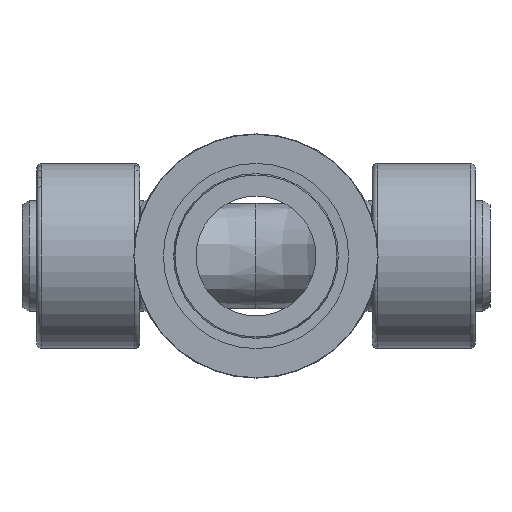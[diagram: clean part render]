
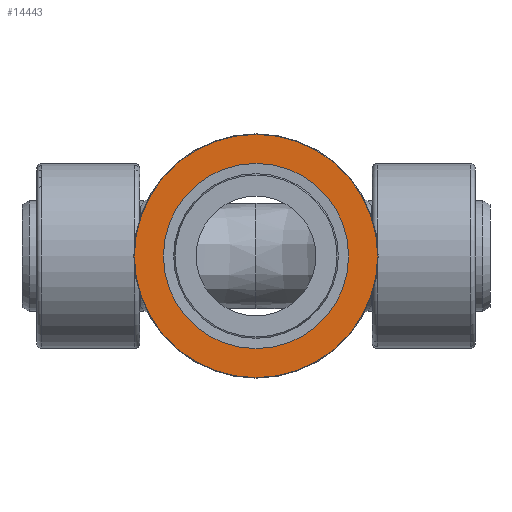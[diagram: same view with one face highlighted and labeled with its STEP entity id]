
A CAD part, front view. The second image highlights one B-rep face of the part: STEP entity #14443.
In plain terms, the highlighted face is planar.
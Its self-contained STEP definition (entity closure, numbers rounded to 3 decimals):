
#3602=PLANE('',#15470);
#3981=FACE_BOUND('',#5315,.T.);
#4437=FACE_OUTER_BOUND('',#5314,.T.);
#5314=EDGE_LOOP('',(#11764));
#5315=EDGE_LOOP('',(#11765));
#5988=CIRCLE('',#15468,47.3);
#5989=CIRCLE('',#15471,36.);
#6743=VERTEX_POINT('',#25585);
#6744=VERTEX_POINT('',#25589);
#8543=EDGE_CURVE('',#6743,#6743,#5988,.T.);
#8544=EDGE_CURVE('',#6744,#6744,#5989,.T.);
#11764=ORIENTED_EDGE('',*,*,#8543,.F.);
#11765=ORIENTED_EDGE('',*,*,#8544,.T.);
#14443=ADVANCED_FACE('',(#4437,#3981),#3602,.F.);
#15468=AXIS2_PLACEMENT_3D('',#25586,#17294,#17295);
#15470=AXIS2_PLACEMENT_3D('',#25588,#17298,#17299);
#15471=AXIS2_PLACEMENT_3D('',#25590,#17300,#17301);
#17294=DIRECTION('center_axis',(0.,0.,1.));
#17295=DIRECTION('ref_axis',(-1.,0.,0.));
#17298=DIRECTION('center_axis',(0.,0.,1.));
#17299=DIRECTION('ref_axis',(1.,0.,0.));
#17300=DIRECTION('center_axis',(0.,0.,1.));
#17301=DIRECTION('ref_axis',(0.,-1.,0.));
#25585=CARTESIAN_POINT('',(47.3,0.,0.));
#25586=CARTESIAN_POINT('Origin',(0.,0.,0.));
#25588=CARTESIAN_POINT('Origin',(0.,0.,0.));
#25589=CARTESIAN_POINT('',(0.,-36.,0.));
#25590=CARTESIAN_POINT('Origin',(0.,0.,0.));
